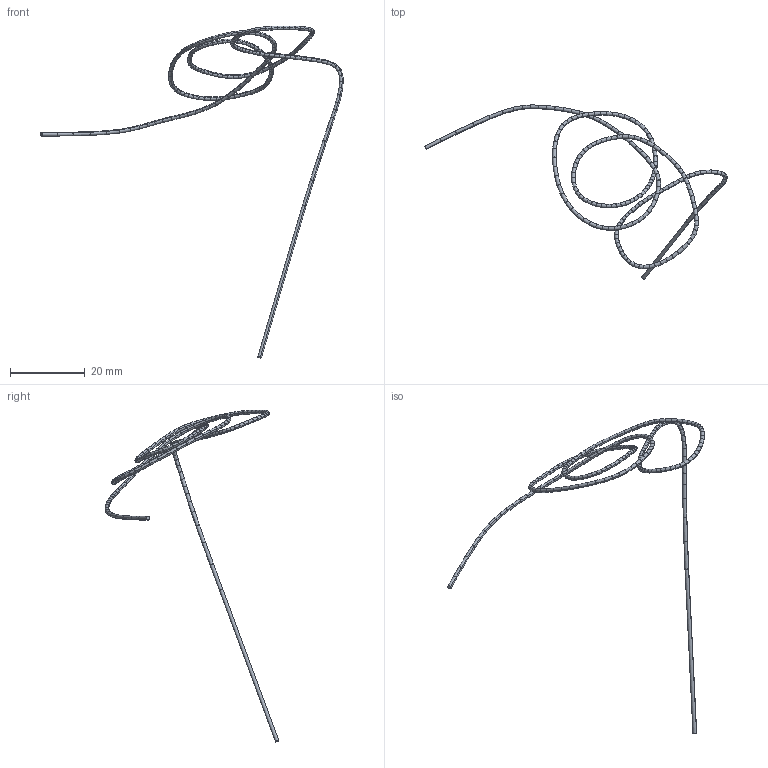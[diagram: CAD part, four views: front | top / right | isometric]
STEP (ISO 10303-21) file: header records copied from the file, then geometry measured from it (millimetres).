
FILE_DESCRIPTION(('STEP AP214'),'1');
FILE_NAME('Adult_DBS_10_Insulation_Left.step','2024-02-05T22:25:11',(' '),('ANSOFT Corporation'),'Spatial InterOp 3D',' ',' ');
FILE_SCHEMA(('AUTOMOTIVE_DESIGN { 1 0 10303 214 1 1 1 1 }'));
Length unit declared in the file: millimetre
Products named in the file (1): Insulation_left
Bounding box: 81.16 x 46.61 x 89.04 mm (x, y, z)
Volume: 329.5 mm3; surface area: 1319.4 mm2
Topology: 1 solids, 1 shells, 406 faces, 1111 edges, 707 vertices
Faces by surface type: cylinder 404, plane 2
Entity records: 13178 total; most frequent: DIRECTION 2632, CARTESIAN_POINT 2225, ORIENTED_EDGE 2222, AXIS2_PLACEMENT_3D 1114, EDGE_CURVE 1111, VERTEX_POINT 707, ELLIPSE 680, ADVANCED_FACE 406
